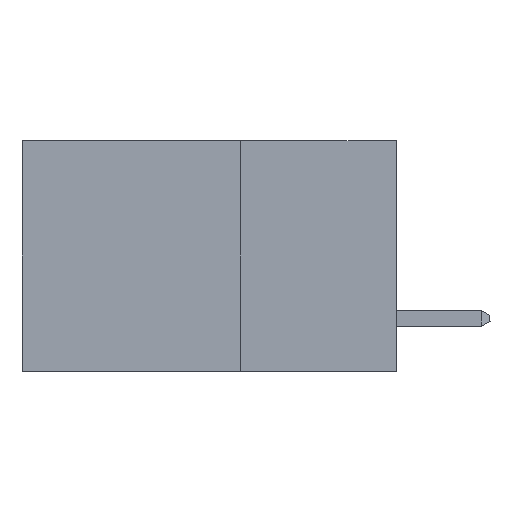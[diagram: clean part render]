
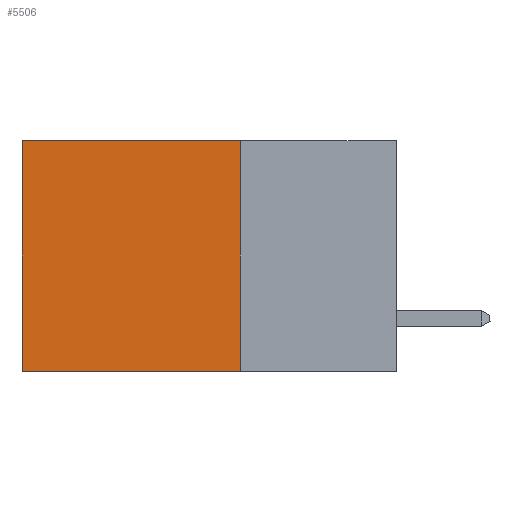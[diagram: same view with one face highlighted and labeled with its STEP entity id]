
A CAD part, left-side view. The second image highlights one B-rep face of the part: STEP entity #5506.
In plain terms, the highlighted planar face has unit normal (-1, 0, 0).
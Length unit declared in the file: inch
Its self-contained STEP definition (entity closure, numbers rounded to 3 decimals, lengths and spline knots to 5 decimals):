
#85 = DIRECTION ( 'NONE',  ( 0., 0., -1. ) ) ;
#136 = DIRECTION ( 'NONE',  ( 1., 0., 0. ) ) ;
#155 = PLANE ( 'NONE',  #970 ) ;
#437 = CARTESIAN_POINT ( 'NONE',  ( 0.298, 0.25, 0. ) ) ;
#580 = VECTOR ( 'NONE', #7574, 39.37008 ) ;
#597 = LINE ( 'NONE', #5481, #580 ) ;
#771 = CARTESIAN_POINT ( 'NONE',  ( 0.298, 0.25, 0. ) ) ;
#916 = EDGE_CURVE ( 'NONE', #5591, #3472, #6050, .T. ) ;
#970 = AXIS2_PLACEMENT_3D ( 'NONE', #437, #136, #85 ) ;
#1196 = VECTOR ( 'NONE', #9119, 39.37008 ) ;
#1258 = LINE ( 'NONE', #9150, #1196 ) ;
#1360 = CARTESIAN_POINT ( 'NONE',  ( 0.298, 0.25, 0. ) ) ;
#1879 = EDGE_CURVE ( 'NONE', #3472, #5061, #597, .T. ) ;
#2738 = FACE_OUTER_BOUND ( 'NONE', #4424, .T. ) ;
#2892 = ORIENTED_EDGE ( 'NONE', *, *, #1879, .T. ) ;
#3472 = VERTEX_POINT ( 'NONE', #5827 ) ;
#4181 = CARTESIAN_POINT ( 'NONE',  ( 0.298, 0.25, 0. ) ) ;
#4312 = DIRECTION ( 'NONE',  ( 0., 1., 0. ) ) ;
#4424 = EDGE_LOOP ( 'NONE', ( #2892, #7437, #6142, #5644 ) ) ;
#5061 = VERTEX_POINT ( 'NONE', #7632 ) ;
#5423 = VECTOR ( 'NONE', #7376, 39.37008 ) ;
#5479 = LINE ( 'NONE', #1360, #5423 ) ;
#5481 = CARTESIAN_POINT ( 'NONE',  ( 0.298, 0.6, 0. ) ) ;
#5506 = ADVANCED_FACE ( 'NONE', ( #2738 ), #155, .F. ) ;
#5591 = VERTEX_POINT ( 'NONE', #771 ) ;
#5644 = ORIENTED_EDGE ( 'NONE', *, *, #916, .T. ) ;
#5647 = VECTOR ( 'NONE', #4312, 39.37008 ) ;
#5827 = CARTESIAN_POINT ( 'NONE',  ( 0.298, 0.6, 0. ) ) ;
#6024 = EDGE_CURVE ( 'NONE', #7207, #5061, #1258, .T. ) ;
#6050 = LINE ( 'NONE', #4181, #5647 ) ;
#6142 = ORIENTED_EDGE ( 'NONE', *, *, #8910, .F. ) ;
#7207 = VERTEX_POINT ( 'NONE', #7844 ) ;
#7376 = DIRECTION ( 'NONE',  ( 0., 0., -1. ) ) ;
#7437 = ORIENTED_EDGE ( 'NONE', *, *, #6024, .F. ) ;
#7574 = DIRECTION ( 'NONE',  ( 0., 0., -1. ) ) ;
#7632 = CARTESIAN_POINT ( 'NONE',  ( 0.298, 0.6, -0.37 ) ) ;
#7844 = CARTESIAN_POINT ( 'NONE',  ( 0.298, 0.25, -0.37 ) ) ;
#8910 = EDGE_CURVE ( 'NONE', #5591, #7207, #5479, .T. ) ;
#9119 = DIRECTION ( 'NONE',  ( 0., 1., 0. ) ) ;
#9150 = CARTESIAN_POINT ( 'NONE',  ( 0.298, 0.25, -0.37 ) ) ;
